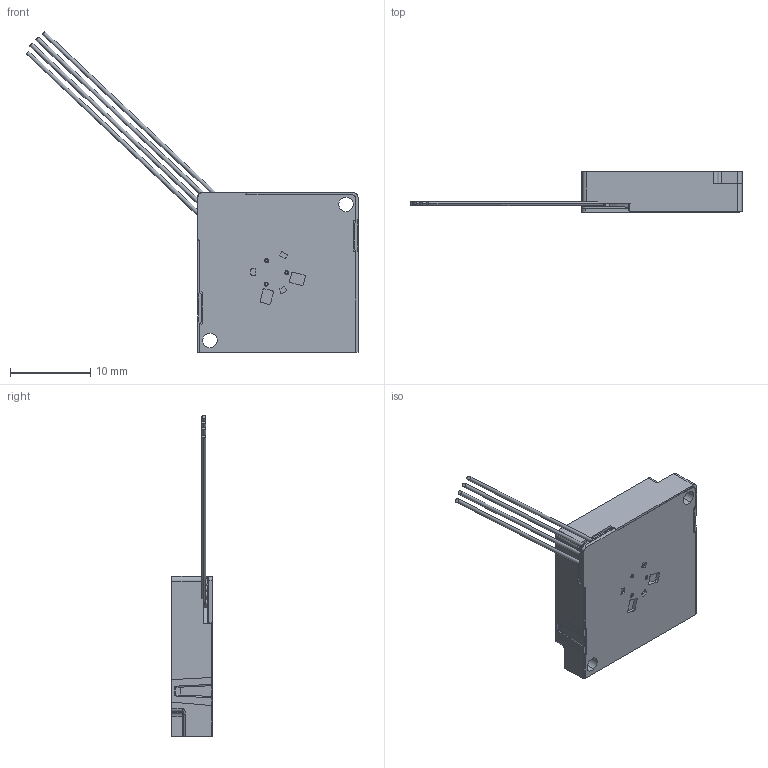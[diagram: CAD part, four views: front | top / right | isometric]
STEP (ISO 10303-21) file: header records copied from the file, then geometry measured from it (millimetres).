
FILE_DESCRIPTION((''),'2;1');
FILE_NAME('B2005_2PHASE_0207_ASM','2023-02-16T14:56:51',('LEXAN.CHIN'),(''),'CREO PARAMETRIC BY PTC INC, 2020454','CREO PARAMETRIC BY PTC INC, 2020454','');
FILE_SCHEMA(('CONFIG_CONTROL_DESIGN'));
Products named in the file (23): B2005-5-17_2_1_1_1_1_1_1_1_1; B2005-5-17_3_1_1_1_1_1_1_1_1; B2005-5-17_7_1_1_1_1_1_1_1_1; B2005-5-17_8_1_1_1_1_1_1_1_1; B2005-5-17_9_1_1_1_1_1_1_1; B2005_PILLOW_T_1_1_1_1_1_1_1_1; OPEN_CASCADE_STEP_TRANSLATOR__2; BOARD_ASM_1_ASM_1_ASM_1_ASM_1_A_ASM; EXTRUDED_1_1_1_1_1_1; 7232442896_ASM_1_ASM_1_ASM_1_AS_ASM; CYLINDER_1_1_1_1_1_1; 7232445376_ASM_1_ASM_1_ASM_1_AS_ASM; PRODUCT_6416_ASM_1_ASM_1_ASM_1__ASM; PRODUCT_7126_ASM_1_ASM_1_ASM_1__ASM; P_ASM_1_ASM_1_ASM_1_ASM_1_ASM_1_ASM; F_ASM_1_ASM_1_ASM_1_ASM_1_ASM_1_ASM; PCB_ASM_1_ASM_1_ASM_1_ASM_1_ASM_ASM; 210506-2FPC-R1_ASM_1_ASM_1_ASM__ASM; YM_Z9E5260VQ_1_1_1_1_1_1; YM_Z9E5260VQ_2_1_1_1_1_1; YM_Z9E5260VQ_ASM_1_ASM_1_ASM_1__ASM; B2005-5-17_1_ASM_1_ASM_1_ASM_1__ASM; B2005_2PHASE_0207_ASM
Assembly tree (28 placements, depth 7):
  B2005_2PHASE_0207_ASM
    B2005-5-17_1_ASM_1_ASM_1_ASM_1__ASM
      B2005-5-17_2_1_1_1_1_1_1_1_1
      B2005-5-17_3_1_1_1_1_1_1_1_1
      B2005-5-17_7_1_1_1_1_1_1_1_1
      B2005-5-17_8_1_1_1_1_1_1_1_1
      B2005-5-17_9_1_1_1_1_1_1_1
      B2005_PILLOW_T_1_1_1_1_1_1_1_1
      210506-2FPC-R1_ASM_1_ASM_1_ASM__ASM
        PCB_ASM_1_ASM_1_ASM_1_ASM_1_ASM_ASM
          BOARD_ASM_1_ASM_1_ASM_1_ASM_1_A_ASM
            OPEN_CASCADE_STEP_TRANSLATOR__2
          PRODUCT_6416_ASM_1_ASM_1_ASM_1__ASM
            7232442896_ASM_1_ASM_1_ASM_1_AS_ASM
              EXTRUDED_1_1_1_1_1_1
            7232445376_ASM_1_ASM_1_ASM_1_AS_ASM
              CYLINDER_1_1_1_1_1_1
          PRODUCT_7126_ASM_1_ASM_1_ASM_1__ASM
            7232445376_ASM_1_ASM_1_ASM_1_AS_ASM
              CYLINDER_1_1_1_1_1_1
            7232442896_ASM_1_ASM_1_ASM_1_AS_ASM
              EXTRUDED_1_1_1_1_1_1
          P_ASM_1_ASM_1_ASM_1_ASM_1_ASM_1_ASM
            7232442896_ASM_1_ASM_1_ASM_1_AS_ASM
              EXTRUDED_1_1_1_1_1_1
            7232445376_ASM_1_ASM_1_ASM_1_AS_ASM
              CYLINDER_1_1_1_1_1_1
          F_ASM_1_ASM_1_ASM_1_ASM_1_ASM_1_ASM
            7232445376_ASM_1_ASM_1_ASM_1_AS_ASM
              CYLINDER_1_1_1_1_1_1
            7232442896_ASM_1_ASM_1_ASM_1_AS_ASM
              EXTRUDED_1_1_1_1_1_1
      YM_Z9E5260VQ_ASM_1_ASM_1_ASM_1__ASM
        YM_Z9E5260VQ_1_1_1_1_1_1
        YM_Z9E5260VQ_2_1_1_1_1_1
Bounding box: 41.49 x 5.05 x 40.1 mm (x, y, z)
Volume: 896.7 mm3; surface area: 4000.4 mm2
Topology: 17 solids, 17 shells, 1401 faces, 4625 edges, 3205 vertices
Faces by surface type: cylinder 530, plane 434, torus 255, cone 164, sphere 8, bspline 8, revolution 2
Entity records: 54137 total; most frequent: CARTESIAN_POINT 13763, ORIENTED_EDGE 8910, DIRECTION 8482, EDGE_CURVE 4455, AXIS2_PLACEMENT_3D 3493, VERTEX_POINT 3097, CIRCLE 2090, VECTOR 1494
